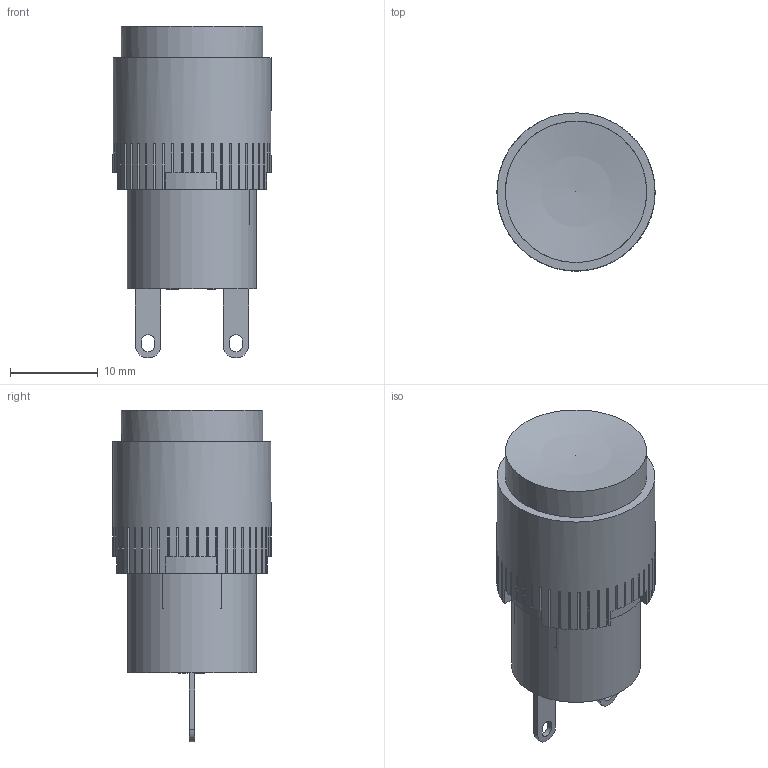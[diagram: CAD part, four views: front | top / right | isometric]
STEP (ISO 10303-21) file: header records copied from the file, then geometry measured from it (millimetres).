
FILE_DESCRIPTION((' '),'2;1');
FILE_NAME('L16PLR10xxxxxxx.stp','2017-08-01T07:55:33',(' '),(' '),' ','ACIS',' ');
FILE_SCHEMA(('CONFIG_CONTROL_DESIGN'));
Length unit declared in the file: inch
Products named in the file (4): L16PLR10xxxxxxx.stp; Body1; Body2; Body3
Assembly tree (3 placements, depth 2):
  L16PLR10xxxxxxx.stp
    Body1
    Body2
    Body3
Bounding box: 18 x 18 x 37.8 mm (x, y, z)
Volume: 3749.3 mm3; surface area: 5244.2 mm2
Topology: 3 solids, 4 shells, 395 faces, 1116 edges, 742 vertices
Faces by surface type: plane 328, bspline 31, cylinder 30, cone 3, torus 2, sphere 1
Full cylindrical faces by diameter (mm): 3.5 x2, 6.7 x1, 14.4 x1, 14.524 x1, 14.7 x1, 16.1 x2, 18 x1
Entity records: 14175 total; most frequent: CARTESIAN_POINT 3558, ORIENTED_EDGE 2198, DIRECTION 1934, EDGE_CURVE 1099, VECTOR 846, LINE 846, VERTEX_POINT 736, AXIS2_PLACEMENT_3D 544
